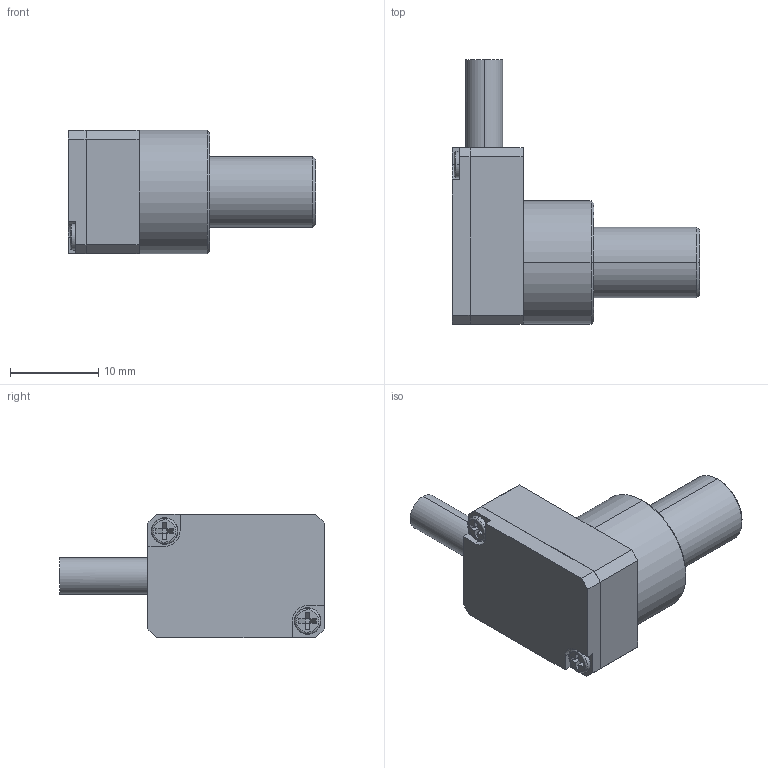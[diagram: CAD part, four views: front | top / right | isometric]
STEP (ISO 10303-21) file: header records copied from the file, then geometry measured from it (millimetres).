
FILE_DESCRIPTION (( 'STEP AP214' ), '1' );
FILE_NAME ('21852.step', '2022-08-25T15:40:32', ( '' ), ( '' ), 'SwSTEP 2.0', 'SolidWorks 2021', '' );
FILE_SCHEMA (( 'AUTOMOTIVE_DESIGN' ));
Length unit declared in the file: inch
Products named in the file (1): 21852
Bounding box: 28 x 30 x 14 mm (x, y, z)
Volume: 4176 mm3; surface area: 1878.4 mm2
Topology: 1 solids, 1 shells, 91 faces, 216 edges, 133 vertices
Faces by surface type: plane 69, cylinder 10, cone 8, bspline 4
Entity records: 2668 total; most frequent: CARTESIAN_POINT 513, ORIENTED_EDGE 432, DIRECTION 429, EDGE_CURVE 216, VECTOR 171, LINE 171, VERTEX_POINT 133, AXIS2_PLACEMENT_3D 129
